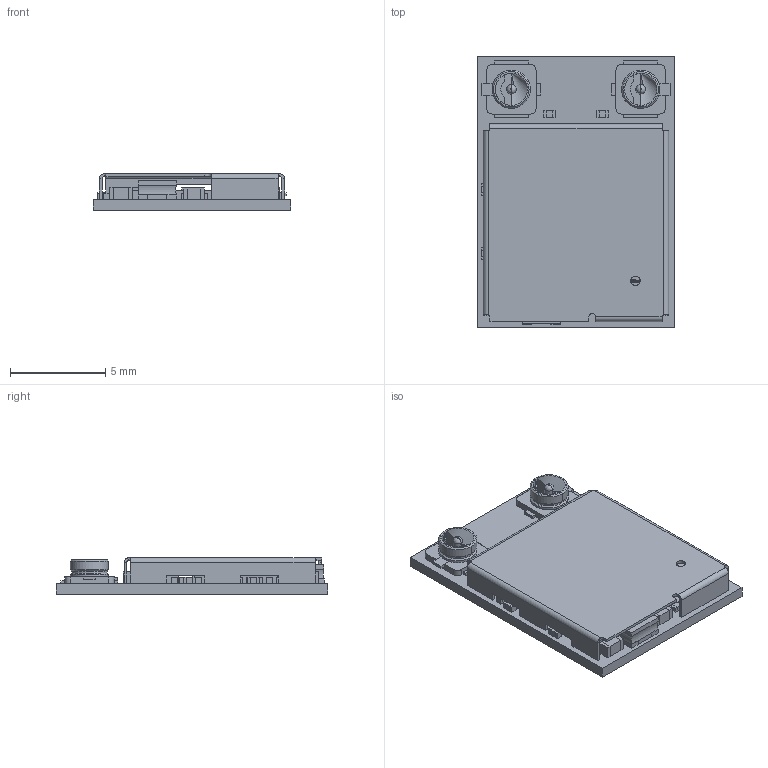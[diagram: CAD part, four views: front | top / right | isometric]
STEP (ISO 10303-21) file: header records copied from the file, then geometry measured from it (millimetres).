
FILE_DESCRIPTION(('Open CASCADE Model'),'2;1');
FILE_NAME('Open CASCADE Shape Model','2023-04-12T11:52:21',('Author'),( 'Open CASCADE'),'Open CASCADE STEP processor 7.5','Open CASCADE 7.5' ,'Unknown');
FILE_SCHEMA(('AUTOMOTIVE_DESIGN { 1 0 10303 214 1 1 1 1 }'));
Length unit declared in the file: millimetre
Products named in the file (1): PCB
Bounding box: 10.4 x 14.3 x 1.92 mm (x, y, z)
Volume: 126.9 mm3; surface area: 913.3 mm2
Topology: 217 solids, 555 shells, 1770 faces, 4594 edges, 3542 vertices
Faces by surface type: plane 1580, cylinder 138, torus 24, cone 16, sphere 8, revolution 4
Full cylindrical faces by diameter (mm): 0.16 x2, 0.2 x1, 1.7 x2
Entity records: 57293 total; most frequent: CARTESIAN_POINT 10528, DIRECTION 8543, ORIENTED_EDGE 7462, EDGE_CURVE 4547, LINE 3933, VECTOR 3933, VERTEX_POINT 3544, AXIS2_PLACEMENT_3D 2303
